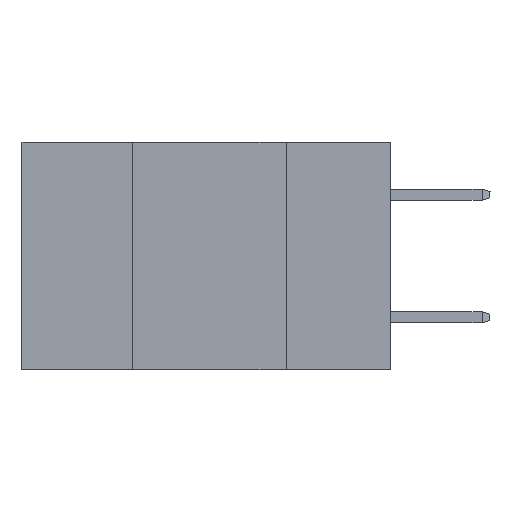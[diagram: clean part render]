
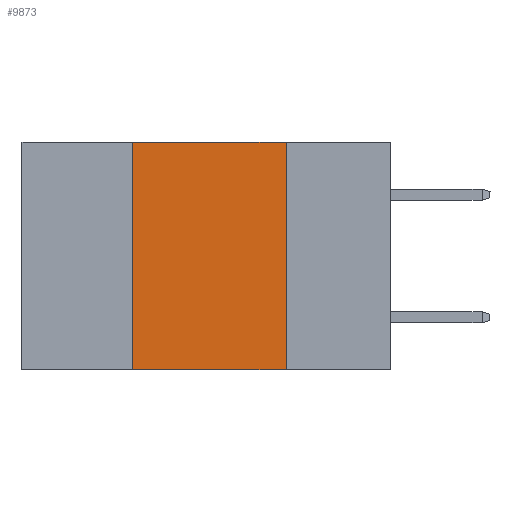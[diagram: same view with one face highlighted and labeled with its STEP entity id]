
A CAD part, left-side view. The second image highlights one B-rep face of the part: STEP entity #9873.
In plain terms, the highlighted planar face has unit normal (-1, 0, 0).
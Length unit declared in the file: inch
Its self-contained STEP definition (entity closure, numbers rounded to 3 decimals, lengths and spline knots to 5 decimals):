
#806 = ORIENTED_EDGE ( 'NONE', *, *, #13563, .F. ) ;
#868 = CARTESIAN_POINT ( 'NONE',  ( 0., 0.17, -0.37 ) ) ;
#892 = LINE ( 'NONE', #14250, #18271 ) ;
#1080 = EDGE_CURVE ( 'NONE', #8104, #5864, #21514, .T. ) ;
#1288 = DIRECTION ( 'NONE',  ( 0., 0., -1. ) ) ;
#1640 = PLANE ( 'NONE',  #21961 ) ;
#4136 = VECTOR ( 'NONE', #9519, 39.37008 ) ;
#4358 = CARTESIAN_POINT ( 'NONE',  ( 0., 0.42, 0. ) ) ;
#5864 = VERTEX_POINT ( 'NONE', #868 ) ;
#6472 = EDGE_CURVE ( 'NONE', #18736, #5864, #892, .T. ) ;
#6917 = CARTESIAN_POINT ( 'NONE',  ( 0., 0.42, 0. ) ) ;
#8104 = VERTEX_POINT ( 'NONE', #13749 ) ;
#8488 = FACE_OUTER_BOUND ( 'NONE', #20567, .T. ) ;
#9519 = DIRECTION ( 'NONE',  ( 0., -1., 0. ) ) ;
#9873 = ADVANCED_FACE ( 'NONE', ( #8488 ), #1640, .F. ) ;
#9984 = DIRECTION ( 'NONE',  ( 1., 0., 0. ) ) ;
#10150 = VERTEX_POINT ( 'NONE', #4358 ) ;
#10416 = VECTOR ( 'NONE', #13860, 39.37008 ) ;
#10547 = ORIENTED_EDGE ( 'NONE', *, *, #6472, .F. ) ;
#11422 = ORIENTED_EDGE ( 'NONE', *, *, #1080, .T. ) ;
#11678 = CARTESIAN_POINT ( 'NONE',  ( 0., 0.6, 0. ) ) ;
#13563 = EDGE_CURVE ( 'NONE', #8104, #10150, #15943, .T. ) ;
#13638 = ORIENTED_EDGE ( 'NONE', *, *, #14962, .F. ) ;
#13749 = CARTESIAN_POINT ( 'NONE',  ( 0., 0.42, -0.37 ) ) ;
#13860 = DIRECTION ( 'NONE',  ( 0., 0., 1. ) ) ;
#14250 = CARTESIAN_POINT ( 'NONE',  ( 0., 0.17, 0. ) ) ;
#14783 = DIRECTION ( 'NONE',  ( 0., -1., 0. ) ) ;
#14962 = EDGE_CURVE ( 'NONE', #10150, #18736, #19950, .T. ) ;
#15943 = LINE ( 'NONE', #6917, #10416 ) ;
#16832 = CARTESIAN_POINT ( 'NONE',  ( 0., 0.17, 0. ) ) ;
#16950 = DIRECTION ( 'NONE',  ( 0., 0., -1. ) ) ;
#18271 = VECTOR ( 'NONE', #1288, 39.37008 ) ;
#18736 = VERTEX_POINT ( 'NONE', #16832 ) ;
#19950 = LINE ( 'NONE', #21531, #21406 ) ;
#20567 = EDGE_LOOP ( 'NONE', ( #10547, #13638, #806, #11422 ) ) ;
#21406 = VECTOR ( 'NONE', #14783, 39.37008 ) ;
#21514 = LINE ( 'NONE', #21847, #4136 ) ;
#21531 = CARTESIAN_POINT ( 'NONE',  ( 0., 0.6, 0. ) ) ;
#21847 = CARTESIAN_POINT ( 'NONE',  ( 0., 0.6, -0.37 ) ) ;
#21961 = AXIS2_PLACEMENT_3D ( 'NONE', #11678, #9984, #16950 ) ;
